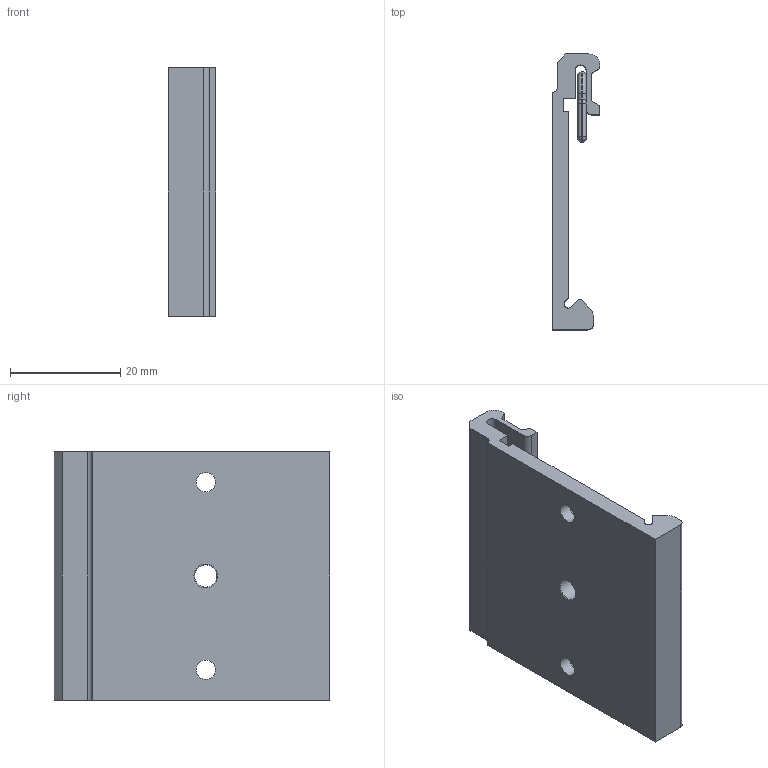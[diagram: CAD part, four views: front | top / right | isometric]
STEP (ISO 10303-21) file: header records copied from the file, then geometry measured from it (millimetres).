
FILE_DESCRIPTION((''),'2;1');
FILE_NAME('DRP-03.stp','2020-05-28T17:37:20',('shirley'),(''),'Autodesk Inventor 2010','Autodesk Inventor 2010','');
FILE_SCHEMA(('AUTOMOTIVE_DESIGN { 1 0 10303 214 1 1 1 1 }'));
Length unit declared in the file: millimetre
Products named in the file (3): DRP-03; 12
Assembly tree (2 placements, depth 2):
  DRP-03
    DRP-03
    12
Bounding box: 8.7 x 50 x 45 mm (x, y, z)
Volume: 8582.9 mm3; surface area: 7287.5 mm2
Topology: 2 solids, 2 shells, 119 faces, 290 edges, 167 vertices
Faces by surface type: cylinder 51, plane 41, torus 11, sphere 8, bspline 8
Full cylindrical faces by diameter (mm): 3.5 x2, 4 x1
Entity records: 3667 total; most frequent: CARTESIAN_POINT 819, DIRECTION 623, ORIENTED_EDGE 552, EDGE_CURVE 276, AXIS2_PLACEMENT_3D 235, VERTEX_POINT 167, VECTOR 153, LINE 153
